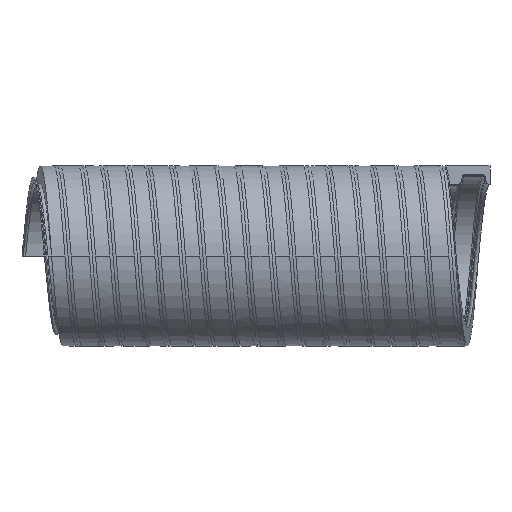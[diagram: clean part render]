
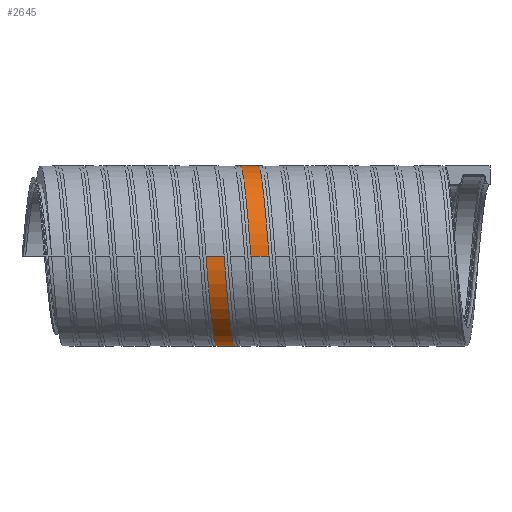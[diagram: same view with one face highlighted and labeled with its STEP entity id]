
A CAD part, front view. The second image highlights one B-rep face of the part: STEP entity #2645.
In plain terms, the highlighted cylindrical face has radius 19.5 mm (diameter 39 mm), a full revolution.
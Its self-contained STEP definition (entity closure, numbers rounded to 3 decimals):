
#249=FACE_OUTER_BOUND('',#380,.T.);
#380=EDGE_LOOP('',(#2080,#2081,#2082,#2083));
#589=B_SPLINE_CURVE_WITH_KNOTS('',3,(#15125,#15126,#15127,#15128,#15129,
#15130,#15131,#15132,#15133,#15134,#15135,#15136,#15137,#15138,#15139,#15140,
#15141),.UNSPECIFIED.,.F.,.F.,(4,1,1,1,1,1,1,1,1,1,1,1,1,1,4),(21.991,
22.172,22.664,23.157,23.65,24.142,
24.635,25.128,25.621,26.113,26.606,
27.099,27.591,28.084,28.274),
 .UNSPECIFIED.);
#590=B_SPLINE_CURVE_WITH_KNOTS('',3,(#15142,#15143,#15144,#15145,#15146,
#15147,#15148,#15149,#15150,#15151,#15152,#15153,#15154,#15155,#15156,#15157,
#15158),.UNSPECIFIED.,.F.,.F.,(4,1,1,1,1,1,1,1,1,1,1,1,1,1,4),(21.991,
22.172,22.664,23.157,23.65,24.142,
24.635,25.128,25.621,26.113,26.606,
27.099,27.591,28.084,28.274),
 .UNSPECIFIED.);
#738=LINE('',#15086,#871);
#739=LINE('',#15124,#872);
#871=VECTOR('',#3222,19.5);
#872=VECTOR('',#3225,19.5);
#1103=VERTEX_POINT('',#15084);
#1104=VERTEX_POINT('',#15085);
#1105=VERTEX_POINT('',#15122);
#1106=VERTEX_POINT('',#15123);
#1451=EDGE_CURVE('',#1103,#1104,#738,.T.);
#1454=EDGE_CURVE('',#1105,#1106,#739,.T.);
#1455=EDGE_CURVE('',#1103,#1105,#589,.T.);
#1456=EDGE_CURVE('',#1104,#1106,#590,.T.);
#2080=ORIENTED_EDGE('',*,*,#1454,.F.);
#2081=ORIENTED_EDGE('',*,*,#1455,.F.);
#2082=ORIENTED_EDGE('',*,*,#1451,.T.);
#2083=ORIENTED_EDGE('',*,*,#1456,.T.);
#2392=CYLINDRICAL_SURFACE('',#2835,19.5);
#2645=ADVANCED_FACE('',(#249),#2392,.T.);
#2835=AXIS2_PLACEMENT_3D('',#15121,#3223,#3224);
#3222=DIRECTION('',(-1.,0.,0.));
#3223=DIRECTION('center_axis',(1.,0.,0.));
#3224=DIRECTION('ref_axis',(0.,1.,0.));
#3225=DIRECTION('',(-1.,0.,0.));
#15084=CARTESIAN_POINT('',(43.527,-19.499,0.));
#15085=CARTESIAN_POINT('',(39.63,-19.499,0.));
#15086=CARTESIAN_POINT('',(9.647,-19.5,0.));
#15121=CARTESIAN_POINT('Origin',(9.647,0.,0.));
#15122=CARTESIAN_POINT('',(53.207,-19.499,0.));
#15123=CARTESIAN_POINT('',(49.31,-19.499,0.));
#15124=CARTESIAN_POINT('',(9.647,-19.5,0.));
#15125=CARTESIAN_POINT('Ctrl Pts',(43.527,-19.499,0.));
#15126=CARTESIAN_POINT('Ctrl Pts',(43.619,-19.5,-1.174));
#15127=CARTESIAN_POINT('Ctrl Pts',(43.965,-19.111,-5.549));
#15128=CARTESIAN_POINT('Ctrl Pts',(44.564,-15.877,-12.661));
#15129=CARTESIAN_POINT('Ctrl Pts',(45.323,-8.,-18.665));
#15130=CARTESIAN_POINT('Ctrl Pts',(46.082,1.78,-20.228));
#15131=CARTESIAN_POINT('Ctrl Pts',(46.841,11.137,-16.98));
#15132=CARTESIAN_POINT('Ctrl Pts',(47.6,17.844,-9.693));
#15133=CARTESIAN_POINT('Ctrl Pts',(48.359,20.306,-0.099));
#15134=CARTESIAN_POINT('Ctrl Pts',(49.118,17.938,9.518));
#15135=CARTESIAN_POINT('Ctrl Pts',(49.877,11.303,16.87));
#15136=CARTESIAN_POINT('Ctrl Pts',(50.636,1.978,20.21));
#15137=CARTESIAN_POINT('Ctrl Pts',(51.395,-7.816,18.742));
#15138=CARTESIAN_POINT('Ctrl Pts',(52.154,-15.752,12.816));
#15139=CARTESIAN_POINT('Ctrl Pts',(52.758,-19.083,5.677));
#15140=CARTESIAN_POINT('Ctrl Pts',(53.109,-19.499,1.237));
#15141=CARTESIAN_POINT('Ctrl Pts',(53.207,-19.499,0.));
#15142=CARTESIAN_POINT('Ctrl Pts',(39.63,-19.499,0.));
#15143=CARTESIAN_POINT('Ctrl Pts',(39.723,-19.5,-1.174));
#15144=CARTESIAN_POINT('Ctrl Pts',(40.069,-19.111,-5.549));
#15145=CARTESIAN_POINT('Ctrl Pts',(40.667,-15.877,-12.661));
#15146=CARTESIAN_POINT('Ctrl Pts',(41.426,-8.,-18.665));
#15147=CARTESIAN_POINT('Ctrl Pts',(42.185,1.78,-20.228));
#15148=CARTESIAN_POINT('Ctrl Pts',(42.944,11.137,-16.98));
#15149=CARTESIAN_POINT('Ctrl Pts',(43.704,17.844,-9.693));
#15150=CARTESIAN_POINT('Ctrl Pts',(44.463,20.306,-0.099));
#15151=CARTESIAN_POINT('Ctrl Pts',(45.222,17.938,9.518));
#15152=CARTESIAN_POINT('Ctrl Pts',(45.981,11.303,16.87));
#15153=CARTESIAN_POINT('Ctrl Pts',(46.74,1.978,20.21));
#15154=CARTESIAN_POINT('Ctrl Pts',(47.499,-7.816,18.742));
#15155=CARTESIAN_POINT('Ctrl Pts',(48.258,-15.752,12.816));
#15156=CARTESIAN_POINT('Ctrl Pts',(48.862,-19.083,5.677));
#15157=CARTESIAN_POINT('Ctrl Pts',(49.212,-19.499,1.237));
#15158=CARTESIAN_POINT('Ctrl Pts',(49.31,-19.499,0.));
